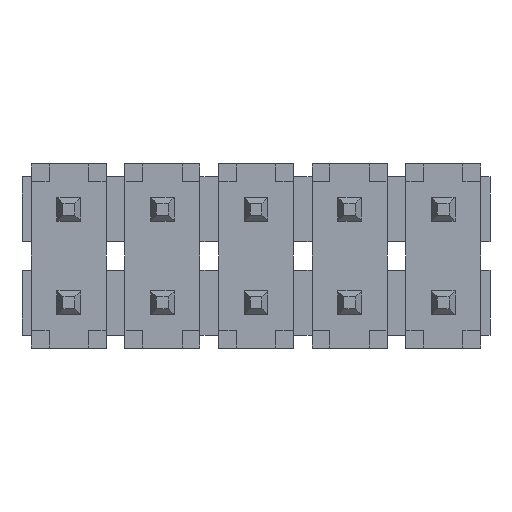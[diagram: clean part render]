
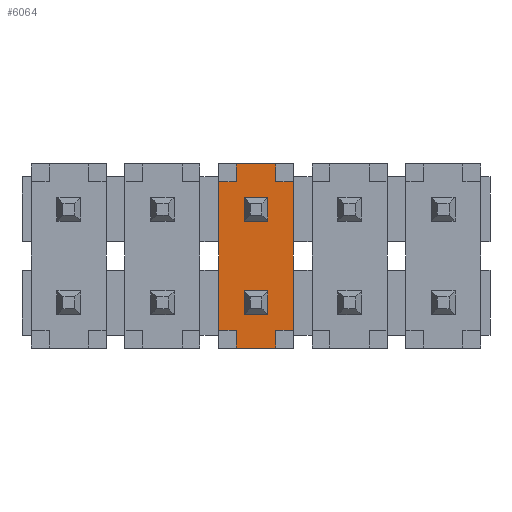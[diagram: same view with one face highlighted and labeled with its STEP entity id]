
A CAD part, front view. The second image highlights one B-rep face of the part: STEP entity #6064.
In plain terms, the highlighted planar face has unit normal (0, -1, 0).
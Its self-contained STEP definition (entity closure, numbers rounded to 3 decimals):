
#34=FACE_BOUND('',#662,.T.);
#35=FACE_BOUND('',#663,.T.);
#319=FACE_OUTER_BOUND('',#661,.T.);
#661=EDGE_LOOP('',(#4786,#4787,#4788,#4789,#4790,#4791,#4792,#4793,#4794,
#4795,#4796,#4797));
#662=EDGE_LOOP('',(#4798,#4799,#4800,#4801));
#663=EDGE_LOOP('',(#4802,#4803,#4804,#4805));
#828=LINE('',#8076,#1612);
#834=LINE('',#8087,#1618);
#855=LINE('',#8130,#1639);
#857=LINE('',#8133,#1641);
#1028=LINE('',#8486,#1812);
#1034=LINE('',#8497,#1818);
#1055=LINE('',#8540,#1839);
#1057=LINE('',#8543,#1841);
#1343=LINE('',#9127,#2127);
#1357=LINE('',#9155,#2141);
#1365=LINE('',#9172,#2149);
#1367=LINE('',#9178,#2151);
#1371=LINE('',#9187,#2155);
#1377=LINE('',#9199,#2161);
#1382=LINE('',#9207,#2166);
#1386=LINE('',#9212,#2170);
#1387=LINE('',#9214,#2171);
#1388=LINE('',#9216,#2172);
#1389=LINE('',#9217,#2173);
#1390=LINE('',#9218,#2174);
#1612=VECTOR('',#6629,1.);
#1618=VECTOR('',#6639,1.);
#1639=VECTOR('',#6682,1.);
#1641=VECTOR('',#6686,1.);
#1812=VECTOR('',#7009,1.);
#1818=VECTOR('',#7019,1.);
#1839=VECTOR('',#7062,1.);
#1841=VECTOR('',#7066,1.);
#2127=VECTOR('',#7574,1.);
#2141=VECTOR('',#7590,1.);
#2149=VECTOR('',#7600,1.);
#2151=VECTOR('',#7604,1.);
#2155=VECTOR('',#7610,1.);
#2161=VECTOR('',#7618,1.);
#2166=VECTOR('',#7629,1.);
#2170=VECTOR('',#7635,1.);
#2171=VECTOR('',#7638,1.);
#2172=VECTOR('',#7641,1.);
#2173=VECTOR('',#7642,1.);
#2174=VECTOR('',#7643,1.);
#2362=VERTEX_POINT('',#8074);
#2363=VERTEX_POINT('',#8075);
#2366=VERTEX_POINT('',#8086);
#2377=VERTEX_POINT('',#8129);
#2482=VERTEX_POINT('',#8484);
#2483=VERTEX_POINT('',#8485);
#2486=VERTEX_POINT('',#8496);
#2497=VERTEX_POINT('',#8539);
#2683=VERTEX_POINT('',#9124);
#2684=VERTEX_POINT('',#9126);
#2690=VERTEX_POINT('',#9140);
#2697=VERTEX_POINT('',#9153);
#2703=VERTEX_POINT('',#9166);
#2705=VERTEX_POINT('',#9170);
#2706=VERTEX_POINT('',#9174);
#2708=VERTEX_POINT('',#9177);
#2710=VERTEX_POINT('',#9183);
#2712=VERTEX_POINT('',#9186);
#2715=VERTEX_POINT('',#9193);
#2717=VERTEX_POINT('',#9197);
#2892=EDGE_CURVE('',#2362,#2363,#828,.T.);
#2898=EDGE_CURVE('',#2366,#2362,#834,.T.);
#2919=EDGE_CURVE('',#2377,#2366,#855,.T.);
#2921=EDGE_CURVE('',#2363,#2377,#857,.T.);
#3092=EDGE_CURVE('',#2482,#2483,#1028,.T.);
#3098=EDGE_CURVE('',#2486,#2482,#1034,.T.);
#3119=EDGE_CURVE('',#2497,#2486,#1055,.T.);
#3121=EDGE_CURVE('',#2483,#2497,#1057,.T.);
#3407=EDGE_CURVE('',#2683,#2684,#1343,.T.);
#3421=EDGE_CURVE('',#2697,#2690,#1357,.T.);
#3429=EDGE_CURVE('',#2705,#2703,#1365,.T.);
#3431=EDGE_CURVE('',#2706,#2708,#1367,.T.);
#3435=EDGE_CURVE('',#2712,#2710,#1371,.T.);
#3441=EDGE_CURVE('',#2715,#2717,#1377,.T.);
#3446=EDGE_CURVE('',#2703,#2710,#1382,.T.);
#3450=EDGE_CURVE('',#2717,#2690,#1386,.T.);
#3451=EDGE_CURVE('',#2683,#2708,#1387,.T.);
#3452=EDGE_CURVE('',#2715,#2706,#1388,.T.);
#3453=EDGE_CURVE('',#2697,#2712,#1389,.T.);
#3454=EDGE_CURVE('',#2705,#2684,#1390,.T.);
#4786=ORIENTED_EDGE('',*,*,#3451,.T.);
#4787=ORIENTED_EDGE('',*,*,#3431,.F.);
#4788=ORIENTED_EDGE('',*,*,#3452,.F.);
#4789=ORIENTED_EDGE('',*,*,#3441,.T.);
#4790=ORIENTED_EDGE('',*,*,#3450,.T.);
#4791=ORIENTED_EDGE('',*,*,#3421,.F.);
#4792=ORIENTED_EDGE('',*,*,#3453,.T.);
#4793=ORIENTED_EDGE('',*,*,#3435,.T.);
#4794=ORIENTED_EDGE('',*,*,#3446,.F.);
#4795=ORIENTED_EDGE('',*,*,#3429,.F.);
#4796=ORIENTED_EDGE('',*,*,#3454,.T.);
#4797=ORIENTED_EDGE('',*,*,#3407,.F.);
#4798=ORIENTED_EDGE('',*,*,#2898,.T.);
#4799=ORIENTED_EDGE('',*,*,#2892,.T.);
#4800=ORIENTED_EDGE('',*,*,#2921,.T.);
#4801=ORIENTED_EDGE('',*,*,#2919,.T.);
#4802=ORIENTED_EDGE('',*,*,#3098,.T.);
#4803=ORIENTED_EDGE('',*,*,#3092,.T.);
#4804=ORIENTED_EDGE('',*,*,#3121,.T.);
#4805=ORIENTED_EDGE('',*,*,#3119,.T.);
#5419=PLANE('',#6400);
#6064=ADVANCED_FACE('',(#319,#34,#35),#5419,.T.);
#6400=AXIS2_PLACEMENT_3D('',#9215,#7639,#7640);
#6629=DIRECTION('',(0.,0.,-1.));
#6639=DIRECTION('',(1.,0.,0.));
#6682=DIRECTION('',(0.,0.,1.));
#6686=DIRECTION('',(-1.,0.,0.));
#7009=DIRECTION('',(0.,0.,-1.));
#7019=DIRECTION('',(1.,0.,0.));
#7062=DIRECTION('',(0.,0.,1.));
#7066=DIRECTION('',(-1.,0.,0.));
#7574=DIRECTION('',(0.,0.,-1.));
#7590=DIRECTION('',(0.,0.,1.));
#7600=DIRECTION('',(0.,0.,-1.));
#7604=DIRECTION('',(0.,0.,-1.));
#7610=DIRECTION('',(0.,0.,-1.));
#7618=DIRECTION('',(0.,0.,-1.));
#7629=DIRECTION('',(-1.,0.,0.));
#7635=DIRECTION('',(-1.,0.,0.));
#7638=DIRECTION('',(-1.,0.,0.));
#7639=DIRECTION('center_axis',(0.,-1.,0.));
#7640=DIRECTION('ref_axis',(0.,0.,-1.));
#7641=DIRECTION('',(1.,0.,0.));
#7642=DIRECTION('',(1.,0.,0.));
#7643=DIRECTION('',(1.,0.,0.));
#8074=CARTESIAN_POINT('',(5.254,0.254,-1.745));
#8075=CARTESIAN_POINT('',(5.254,0.254,-2.253));
#8076=CARTESIAN_POINT('',(5.254,0.254,-1.499));
#8086=CARTESIAN_POINT('',(4.746,0.254,-1.745));
#8087=CARTESIAN_POINT('',(5.,0.254,-1.745));
#8129=CARTESIAN_POINT('',(4.746,0.254,-2.253));
#8130=CARTESIAN_POINT('',(4.746,0.254,-1.499));
#8133=CARTESIAN_POINT('',(5.,0.254,-2.253));
#8484=CARTESIAN_POINT('',(5.254,0.254,0.254));
#8485=CARTESIAN_POINT('',(5.254,0.254,-0.254));
#8486=CARTESIAN_POINT('',(5.254,0.254,-0.5));
#8496=CARTESIAN_POINT('',(4.746,0.254,0.254));
#8497=CARTESIAN_POINT('',(5.,0.254,0.254));
#8539=CARTESIAN_POINT('',(4.746,0.254,-0.254));
#8540=CARTESIAN_POINT('',(4.746,0.254,-0.5));
#8543=CARTESIAN_POINT('',(5.,0.254,-0.254));
#9124=CARTESIAN_POINT('',(5.8,0.254,0.588));
#9126=CARTESIAN_POINT('',(5.8,0.254,-2.587));
#9127=CARTESIAN_POINT('',(5.8,0.254,-0.999));
#9140=CARTESIAN_POINT('',(4.2,0.254,0.588));
#9153=CARTESIAN_POINT('',(4.2,0.254,-2.587));
#9155=CARTESIAN_POINT('',(4.2,0.254,-0.999));
#9166=CARTESIAN_POINT('',(5.419,0.254,-2.968));
#9170=CARTESIAN_POINT('',(5.419,0.254,-2.587));
#9172=CARTESIAN_POINT('',(5.419,0.254,-0.999));
#9174=CARTESIAN_POINT('',(5.419,0.254,0.969));
#9177=CARTESIAN_POINT('',(5.419,0.254,0.588));
#9178=CARTESIAN_POINT('',(5.419,0.254,-0.999));
#9183=CARTESIAN_POINT('',(4.581,0.254,-2.968));
#9186=CARTESIAN_POINT('',(4.581,0.254,-2.587));
#9187=CARTESIAN_POINT('',(4.581,0.254,-0.999));
#9193=CARTESIAN_POINT('',(4.581,0.254,0.969));
#9197=CARTESIAN_POINT('',(4.581,0.254,0.588));
#9199=CARTESIAN_POINT('',(4.581,0.254,-0.999));
#9207=CARTESIAN_POINT('',(5.,0.254,-2.968));
#9212=CARTESIAN_POINT('',(5.,0.254,0.588));
#9214=CARTESIAN_POINT('',(5.,0.254,0.588));
#9215=CARTESIAN_POINT('Origin',(5.,0.254,-0.999));
#9216=CARTESIAN_POINT('',(5.,0.254,0.969));
#9217=CARTESIAN_POINT('',(5.,0.254,-2.587));
#9218=CARTESIAN_POINT('',(5.,0.254,-2.587));
